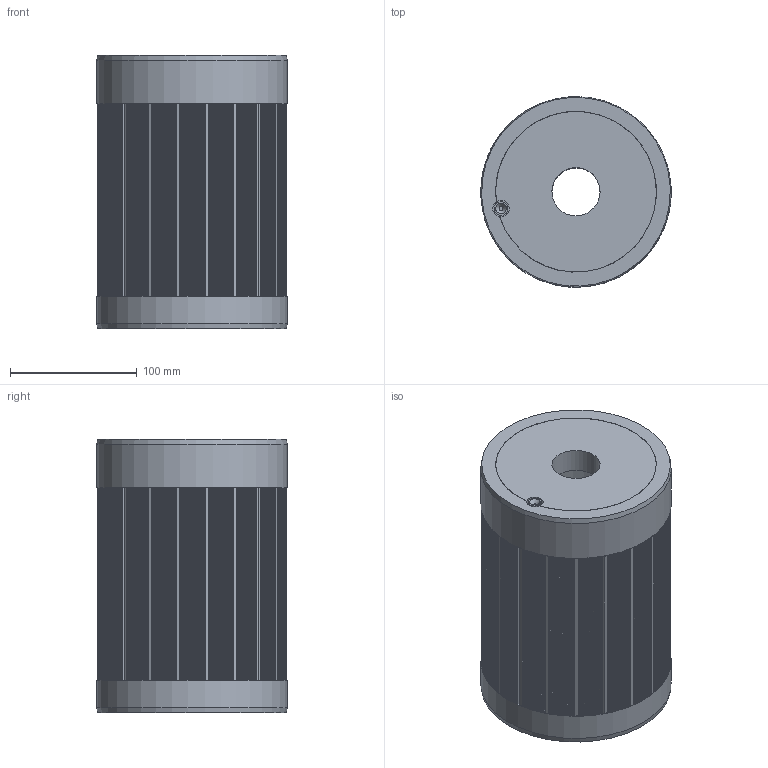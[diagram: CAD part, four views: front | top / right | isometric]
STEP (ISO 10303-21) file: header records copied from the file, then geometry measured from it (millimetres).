
FILE_DESCRIPTION(/* description */ ('6 INCH COR-LOK-B2-PTV AIR CHUCK'),/* implementation_level */ '2;1');
FILE_NAME(/* name */ '6 INCH COR LOK B2 PTV CUSTOMER DWG.stp',/* time_stamp */ '2017-06-08T09:18:09-04:00',/* author */ ('mtrusz'),/* organization */ ('CONVERTER ACCESSORY CORPORATION WIND GAP, 18091'),/* preprocessor_version */ 'ST-DEVELOPER v16.5',/* originating_system */ 'Autodesk Inventor 2017',/* authorisation */ '');
FILE_SCHEMA (('AUTOMOTIVE_DESIGN { 1 0 10303 214 3 1 1 }'));
Length unit declared in the file: inch
Products named in the file (6): 6 INCH COR LOK B2 PTV CUSTOMER DWG; 29653-52C CUSTOMER DWG; 33455-17B CUSTOMER DWG; 29653-24A CUSTOMER DWG; 29653-11A CUSTOMER DWG; 27609-31C CUSTOMER DWG
Assembly tree (25 placements, depth 2):
  6 INCH COR LOK B2 PTV CUSTOMER DWG
    29653-52C CUSTOMER DWG
    33455-17B CUSTOMER DWG
    29653-24A CUSTOMER DWG
    29653-11A CUSTOMER DWG
    27609-31C CUSTOMER DWG  x21
Bounding box: 150.44 x 150.44 x 215.9 mm (x, y, z)
Volume: 2345357.2 mm3; surface area: 536386.2 mm2
Topology: 25 solids, 25 shells, 1077 faces, 3074 edges, 2049 vertices
Faces by surface type: plane 1020, cylinder 54, cone 3
Full cylindrical faces by diameter (mm): 3.048 x1, 10.77 x1, 38.1 x2, 101.6 x1, 127 x3, 150.571 x2
Entity records: 2534 total; most frequent: DIRECTION 426, CARTESIAN_POINT 410, ORIENTED_EDGE 354, EDGE_CURVE 177, LINE 144, VECTOR 144, AXIS2_PLACEMENT_3D 141, VERTEX_POINT 125
